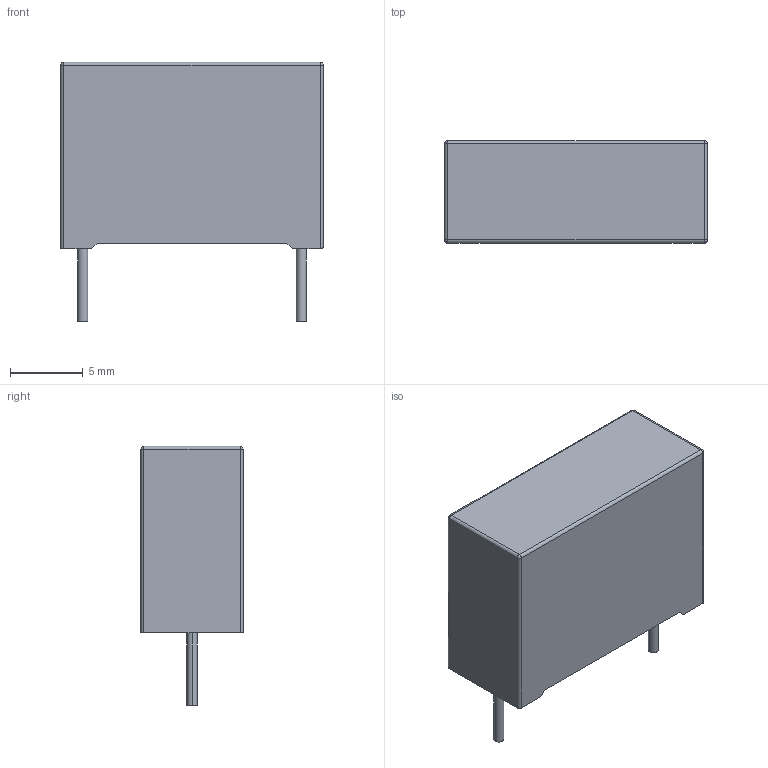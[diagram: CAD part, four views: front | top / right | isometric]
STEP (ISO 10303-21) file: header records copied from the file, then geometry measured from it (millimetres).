
FILE_DESCRIPTION (( 'STEP AP214' ), '1' );
FILE_NAME ('CAP-TH_L18.0-W7.0-P15.00-D0.7.step', '2022-07-01T08:16:41', ( '' ), ( '' ), 'SwSTEP 2.0', 'SolidWorks 2020', '' );
FILE_SCHEMA (( 'AUTOMOTIVE_DESIGN' ));
Length unit declared in the file: millimetre
Products named in the file (1): CAP-TH_L18.0-W7.0-P15.00-D0.7
Bounding box: 18 x 7 x 17.8 mm (x, y, z)
Volume: 1578.2 mm3; surface area: 896.3 mm2
Topology: 1 solids, 1 shells, 253 faces, 680 edges, 446 vertices
Faces by surface type: plane 138, bspline 98, cylinder 13, sphere 4
Entity records: 11149 total; most frequent: CARTESIAN_POINT 2688, ORIENTED_EDGE 1352, DIRECTION 808, EDGE_CURVE 676, LINE 452, VECTOR 452, VERTEX_POINT 446, EDGE_LOOP 274
